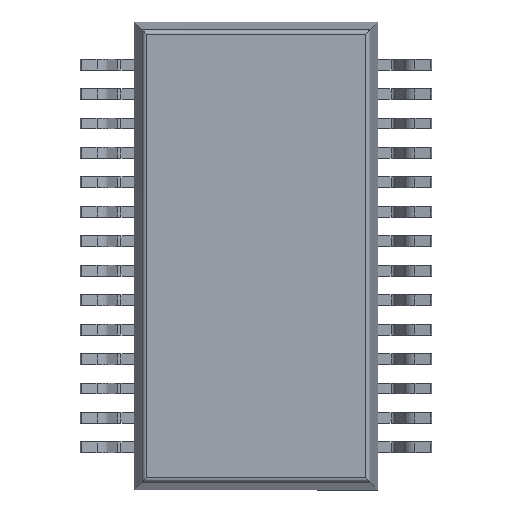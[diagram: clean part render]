
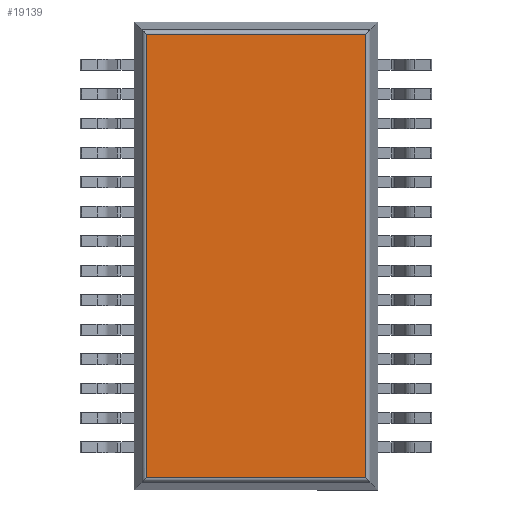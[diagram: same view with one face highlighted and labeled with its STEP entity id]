
A CAD part, front view. The second image highlights one B-rep face of the part: STEP entity #19139.
In plain terms, the highlighted planar face has unit normal (0, -1, 0).
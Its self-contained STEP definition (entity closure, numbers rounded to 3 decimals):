
#1264 = VECTOR ( 'NONE', #21540, 1000. ) ;
#1764 = CARTESIAN_POINT ( 'NONE',  ( 2.418, 0.15, 4.893 ) ) ;
#2264 = VERTEX_POINT ( 'NONE', #22917 ) ;
#2496 = AXIS2_PLACEMENT_3D ( 'NONE', #14359, #35847, #17463 ) ;
#2509 = VECTOR ( 'NONE', #4148, 1000. ) ;
#2759 = EDGE_LOOP ( 'NONE', ( #10950, #20730, #18039, #28389 ) ) ;
#4148 = DIRECTION ( 'NONE',  ( 0., 0., 1. ) ) ;
#4487 = LINE ( 'NONE', #15822, #27108 ) ;
#5063 = VECTOR ( 'NONE', #35757, 1000. ) ;
#7918 = VERTEX_POINT ( 'NONE', #1764 ) ;
#10950 = ORIENTED_EDGE ( 'NONE', *, *, #18987, .T. ) ;
#13247 = LINE ( 'NONE', #20298, #5063 ) ;
#14359 = CARTESIAN_POINT ( 'NONE',  ( -2.69, 0.15, -5.165 ) ) ;
#15822 = CARTESIAN_POINT ( 'NONE',  ( -2.69, 0.15, -4.893 ) ) ;
#16433 = EDGE_CURVE ( 'NONE', #7918, #17405, #13247, .T. ) ;
#17405 = VERTEX_POINT ( 'NONE', #25595 ) ;
#17463 = DIRECTION ( 'NONE',  ( 0., 0., -1. ) ) ;
#18039 = ORIENTED_EDGE ( 'NONE', *, *, #23714, .T. ) ;
#18987 = EDGE_CURVE ( 'NONE', #20419, #7918, #26089, .T. ) ;
#19139 = ADVANCED_FACE ( 'NONE', ( #21731 ), #23490, .T. ) ;
#20298 = CARTESIAN_POINT ( 'NONE',  ( -2.69, 0.15, 4.893 ) ) ;
#20419 = VERTEX_POINT ( 'NONE', #34167 ) ;
#20730 = ORIENTED_EDGE ( 'NONE', *, *, #16433, .T. ) ;
#21540 = DIRECTION ( 'NONE',  ( 0., 0., -1. ) ) ;
#21731 = FACE_OUTER_BOUND ( 'NONE', #2759, .T. ) ;
#22917 = CARTESIAN_POINT ( 'NONE',  ( -2.418, 0.15, -4.893 ) ) ;
#23490 = PLANE ( 'NONE',  #2496 ) ;
#23714 = EDGE_CURVE ( 'NONE', #17405, #2264, #33983, .T. ) ;
#24923 = EDGE_CURVE ( 'NONE', #2264, #20419, #4487, .T. ) ;
#25595 = CARTESIAN_POINT ( 'NONE',  ( -2.418, 0.15, 4.893 ) ) ;
#26089 = LINE ( 'NONE', #28904, #2509 ) ;
#27108 = VECTOR ( 'NONE', #31168, 1000. ) ;
#28389 = ORIENTED_EDGE ( 'NONE', *, *, #24923, .T. ) ;
#28904 = CARTESIAN_POINT ( 'NONE',  ( 2.418, 0.15, -5.165 ) ) ;
#31168 = DIRECTION ( 'NONE',  ( 1., 0., 0. ) ) ;
#33983 = LINE ( 'NONE', #36872, #1264 ) ;
#34167 = CARTESIAN_POINT ( 'NONE',  ( 2.418, 0.15, -4.893 ) ) ;
#35757 = DIRECTION ( 'NONE',  ( -1., 0., 0. ) ) ;
#35847 = DIRECTION ( 'NONE',  ( 0., -1., 0. ) ) ;
#36872 = CARTESIAN_POINT ( 'NONE',  ( -2.418, 0.15, -5.165 ) ) ;
